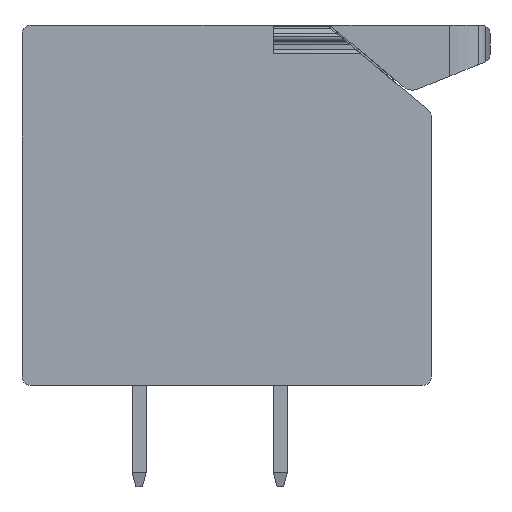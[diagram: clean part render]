
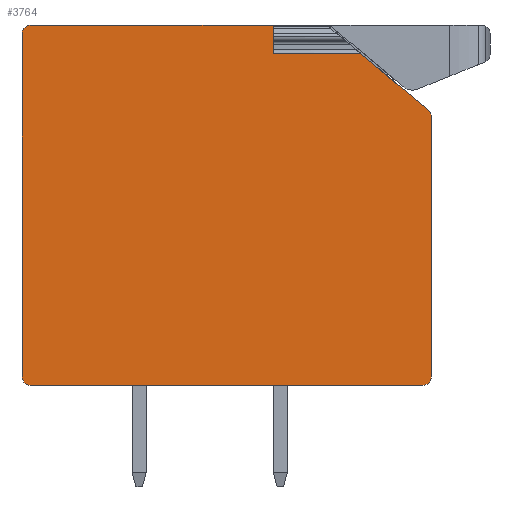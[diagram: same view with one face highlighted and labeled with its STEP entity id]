
A CAD part, left-side view. The second image highlights one B-rep face of the part: STEP entity #3764.
In plain terms, the highlighted planar face has unit normal (-1, 0, 0).
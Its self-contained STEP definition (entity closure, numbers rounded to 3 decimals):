
#21 = LINE ( 'NONE', #1821, #21538 ) ;
#31 = CARTESIAN_POINT ( 'NONE',  ( -6.86, 12.565, 12.675 ) ) ;
#268 = VECTOR ( 'NONE', #16077, 1000. ) ;
#903 = ORIENTED_EDGE ( 'NONE', *, *, #23295, .T. ) ;
#958 = CIRCLE ( 'NONE', #19503, 0.3 ) ;
#1008 = DIRECTION ( 'NONE',  ( -1., 0., 0. ) ) ;
#1076 = ORIENTED_EDGE ( 'NONE', *, *, #15911, .T. ) ;
#1682 = DIRECTION ( 'NONE',  ( 1., 0., 0. ) ) ;
#1759 = CARTESIAN_POINT ( 'NONE',  ( -6.86, 12.565, 12.268 ) ) ;
#1783 = VERTEX_POINT ( 'NONE', #27293 ) ;
#1821 = CARTESIAN_POINT ( 'NONE',  ( -6.86, -1.528, 9.665 ) ) ;
#2110 = EDGE_CURVE ( 'NONE', #16119, #26648, #29745, .T. ) ;
#2187 = CARTESIAN_POINT ( 'NONE',  ( -6.86, 1.574, 12.268 ) ) ;
#2298 = EDGE_CURVE ( 'NONE', #11637, #28320, #22912, .T. ) ;
#2341 = CIRCLE ( 'NONE', #26216, 0.3 ) ;
#2922 = EDGE_CURVE ( 'NONE', #23864, #11637, #21, .T. ) ;
#3019 = CARTESIAN_POINT ( 'NONE',  ( -6.86, 3.965, 0.225 ) ) ;
#3109 = VECTOR ( 'NONE', #26121, 1000. ) ;
#3497 = CARTESIAN_POINT ( 'NONE',  ( -6.86, 12.565, 0.225 ) ) ;
#3565 = ORIENTED_EDGE ( 'NONE', *, *, #22548, .T. ) ;
#3764 = ADVANCED_FACE ( 'NONE', ( #8124 ), #28433, .T. ) ;
#4752 = EDGE_LOOP ( 'NONE', ( #12633, #10380, #22460, #27671, #903, #15452, #3565, #1076, #32565, #32310, #14339, #15493, #30633, #20970, #13111 ) ) ;
#5047 = CARTESIAN_POINT ( 'NONE',  ( -6.86, 3.965, 11.675 ) ) ;
#5621 = VECTOR ( 'NONE', #14747, 1000. ) ;
#5625 = LINE ( 'NONE', #16243, #268 ) ;
#5692 = VECTOR ( 'NONE', #31921, 1000. ) ;
#5986 = DIRECTION ( 'NONE',  ( 1., 0., 0. ) ) ;
#6017 = VECTOR ( 'NONE', #10055, 1000. ) ;
#6058 = DIRECTION ( 'NONE',  ( 0., -1., 0. ) ) ;
#6140 = DIRECTION ( 'NONE',  ( 0., 1., 0. ) ) ;
#6305 = CARTESIAN_POINT ( 'NONE',  ( -6.86, 12.565, 0.225 ) ) ;
#6794 = DIRECTION ( 'NONE',  ( 0., 0.766, 0.643 ) ) ;
#6827 = CARTESIAN_POINT ( 'NONE',  ( -6.86, -1.635, 0.225 ) ) ;
#7116 = DIRECTION ( 'NONE',  ( 0., 1., 0. ) ) ;
#7296 = CARTESIAN_POINT ( 'NONE',  ( -6.86, 3.965, 12.271 ) ) ;
#7388 = DIRECTION ( 'NONE',  ( 0., 1., 0. ) ) ;
#7751 = VERTEX_POINT ( 'NONE', #8187 ) ;
#8124 = FACE_OUTER_BOUND ( 'NONE', #4752, .T. ) ;
#8187 = CARTESIAN_POINT ( 'NONE',  ( -6.86, 12.565, -0.075 ) ) ;
#9553 = EDGE_CURVE ( 'NONE', #16119, #27199, #12515, .T. ) ;
#9602 = LINE ( 'NONE', #31, #25255 ) ;
#9870 = CARTESIAN_POINT ( 'NONE',  ( -6.86, -1.335, 9.435 ) ) ;
#10055 = DIRECTION ( 'NONE',  ( 0., -1., 0. ) ) ;
#10380 = ORIENTED_EDGE ( 'NONE', *, *, #2922, .T. ) ;
#10768 = EDGE_CURVE ( 'NONE', #28320, #13598, #28284, .T. ) ;
#11367 = VERTEX_POINT ( 'NONE', #6827 ) ;
#11637 = VERTEX_POINT ( 'NONE', #22115 ) ;
#11744 = AXIS2_PLACEMENT_3D ( 'NONE', #6305, #5986, #25832 ) ;
#12515 = CIRCLE ( 'NONE', #14109, 0.3 ) ;
#12633 = ORIENTED_EDGE ( 'NONE', *, *, #15677, .F. ) ;
#13111 = ORIENTED_EDGE ( 'NONE', *, *, #26393, .T. ) ;
#13152 = DIRECTION ( 'NONE',  ( 1., 0., 0. ) ) ;
#13231 = CARTESIAN_POINT ( 'NONE',  ( -6.86, 12.565, 11.675 ) ) ;
#13598 = VERTEX_POINT ( 'NONE', #22003 ) ;
#13614 = DIRECTION ( 'NONE',  ( 0., -1., 0. ) ) ;
#13789 = CARTESIAN_POINT ( 'NONE',  ( -6.86, -1.528, 9.665 ) ) ;
#13910 = CARTESIAN_POINT ( 'NONE',  ( -6.86, -1.635, 0.225 ) ) ;
#14109 = AXIS2_PLACEMENT_3D ( 'NONE', #25674, #13152, #15963 ) ;
#14339 = ORIENTED_EDGE ( 'NONE', *, *, #2110, .T. ) ;
#14747 = DIRECTION ( 'NONE',  ( 0., 0., -1. ) ) ;
#14976 = VERTEX_POINT ( 'NONE', #7296 ) ;
#15054 = DIRECTION ( 'NONE',  ( 1., 0., 0. ) ) ;
#15452 = ORIENTED_EDGE ( 'NONE', *, *, #20763, .T. ) ;
#15493 = ORIENTED_EDGE ( 'NONE', *, *, #29449, .F. ) ;
#15677 = EDGE_CURVE ( 'NONE', #23864, #18013, #2341, .T. ) ;
#15911 = EDGE_CURVE ( 'NONE', #14976, #32695, #5625, .T. ) ;
#15963 = DIRECTION ( 'NONE',  ( 0., 1., 0. ) ) ;
#16077 = DIRECTION ( 'NONE',  ( 0., 0., 1. ) ) ;
#16119 = VERTEX_POINT ( 'NONE', #27431 ) ;
#16243 = CARTESIAN_POINT ( 'NONE',  ( -6.86, 3.965, 0.225 ) ) ;
#17584 = CIRCLE ( 'NONE', #11744, 0.3 ) ;
#18013 = VERTEX_POINT ( 'NONE', #30441 ) ;
#18648 = VECTOR ( 'NONE', #31168, 1000. ) ;
#19503 = AXIS2_PLACEMENT_3D ( 'NONE', #24611, #1682, #6140 ) ;
#19568 = CARTESIAN_POINT ( 'NONE',  ( -6.86, 12.865, 0.225 ) ) ;
#19599 = LINE ( 'NONE', #2187, #28139 ) ;
#20373 = VERTEX_POINT ( 'NONE', #30067 ) ;
#20481 = LINE ( 'NONE', #23501, #18648 ) ;
#20763 = EDGE_CURVE ( 'NONE', #20927, #1783, #19599, .T. ) ;
#20927 = VERTEX_POINT ( 'NONE', #23757 ) ;
#20970 = ORIENTED_EDGE ( 'NONE', *, *, #26118, .F. ) ;
#21538 = VECTOR ( 'NONE', #27437, 1000. ) ;
#21740 = LINE ( 'NONE', #13910, #5692 ) ;
#22003 = CARTESIAN_POINT ( 'NONE',  ( -6.86, 3.965, 12.268 ) ) ;
#22115 = CARTESIAN_POINT ( 'NONE',  ( -6.86, 0.868, 11.675 ) ) ;
#22216 = AXIS2_PLACEMENT_3D ( 'NONE', #3497, #1008, #13614 ) ;
#22460 = ORIENTED_EDGE ( 'NONE', *, *, #2298, .T. ) ;
#22548 = EDGE_CURVE ( 'NONE', #1783, #14976, #20481, .T. ) ;
#22912 = LINE ( 'NONE', #13231, #28998 ) ;
#23295 = EDGE_CURVE ( 'NONE', #13598, #20927, #32203, .T. ) ;
#23501 = CARTESIAN_POINT ( 'NONE',  ( -6.86, 12.565, 12.271 ) ) ;
#23757 = CARTESIAN_POINT ( 'NONE',  ( -6.86, 1.574, 12.268 ) ) ;
#23864 = VERTEX_POINT ( 'NONE', #13789 ) ;
#24611 = CARTESIAN_POINT ( 'NONE',  ( -6.86, -1.335, 0.225 ) ) ;
#24655 = EDGE_CURVE ( 'NONE', #7751, #20373, #25224, .T. ) ;
#25224 = LINE ( 'NONE', #32928, #6017 ) ;
#25255 = VECTOR ( 'NONE', #7116, 1000. ) ;
#25450 = EDGE_CURVE ( 'NONE', #32695, #27199, #9602, .T. ) ;
#25674 = CARTESIAN_POINT ( 'NONE',  ( -6.86, 12.565, 12.375 ) ) ;
#25755 = DIRECTION ( 'NONE',  ( 0., 1., 0. ) ) ;
#25832 = DIRECTION ( 'NONE',  ( 0., 1., 0. ) ) ;
#25850 = CARTESIAN_POINT ( 'NONE',  ( -6.86, 3.965, 12.675 ) ) ;
#26118 = EDGE_CURVE ( 'NONE', #11367, #20373, #958, .T. ) ;
#26121 = DIRECTION ( 'NONE',  ( 0., 0., 1. ) ) ;
#26216 = AXIS2_PLACEMENT_3D ( 'NONE', #9870, #15054, #7388 ) ;
#26393 = EDGE_CURVE ( 'NONE', #11367, #18013, #21740, .T. ) ;
#26648 = VERTEX_POINT ( 'NONE', #31222 ) ;
#27199 = VERTEX_POINT ( 'NONE', #30568 ) ;
#27293 = CARTESIAN_POINT ( 'NONE',  ( -6.86, 1.578, 12.271 ) ) ;
#27431 = CARTESIAN_POINT ( 'NONE',  ( -6.86, 12.865, 12.375 ) ) ;
#27437 = DIRECTION ( 'NONE',  ( 0., 0.766, 0.643 ) ) ;
#27671 = ORIENTED_EDGE ( 'NONE', *, *, #10768, .T. ) ;
#28139 = VECTOR ( 'NONE', #6794, 1000. ) ;
#28239 = VECTOR ( 'NONE', #6058, 1000. ) ;
#28284 = LINE ( 'NONE', #3019, #3109 ) ;
#28320 = VERTEX_POINT ( 'NONE', #5047 ) ;
#28433 = PLANE ( 'NONE',  #22216 ) ;
#28998 = VECTOR ( 'NONE', #25755, 1000. ) ;
#29449 = EDGE_CURVE ( 'NONE', #7751, #26648, #17584, .T. ) ;
#29745 = LINE ( 'NONE', #19568, #5621 ) ;
#30067 = CARTESIAN_POINT ( 'NONE',  ( -6.86, -1.335, -0.075 ) ) ;
#30441 = CARTESIAN_POINT ( 'NONE',  ( -6.86, -1.635, 9.435 ) ) ;
#30568 = CARTESIAN_POINT ( 'NONE',  ( -6.86, 12.565, 12.675 ) ) ;
#30633 = ORIENTED_EDGE ( 'NONE', *, *, #24655, .T. ) ;
#31168 = DIRECTION ( 'NONE',  ( 0., 1., 0. ) ) ;
#31222 = CARTESIAN_POINT ( 'NONE',  ( -6.86, 12.865, 0.225 ) ) ;
#31921 = DIRECTION ( 'NONE',  ( 0., 0., 1. ) ) ;
#32203 = LINE ( 'NONE', #1759, #28239 ) ;
#32310 = ORIENTED_EDGE ( 'NONE', *, *, #9553, .F. ) ;
#32565 = ORIENTED_EDGE ( 'NONE', *, *, #25450, .T. ) ;
#32695 = VERTEX_POINT ( 'NONE', #25850 ) ;
#32928 = CARTESIAN_POINT ( 'NONE',  ( -6.86, 12.565, -0.075 ) ) ;
